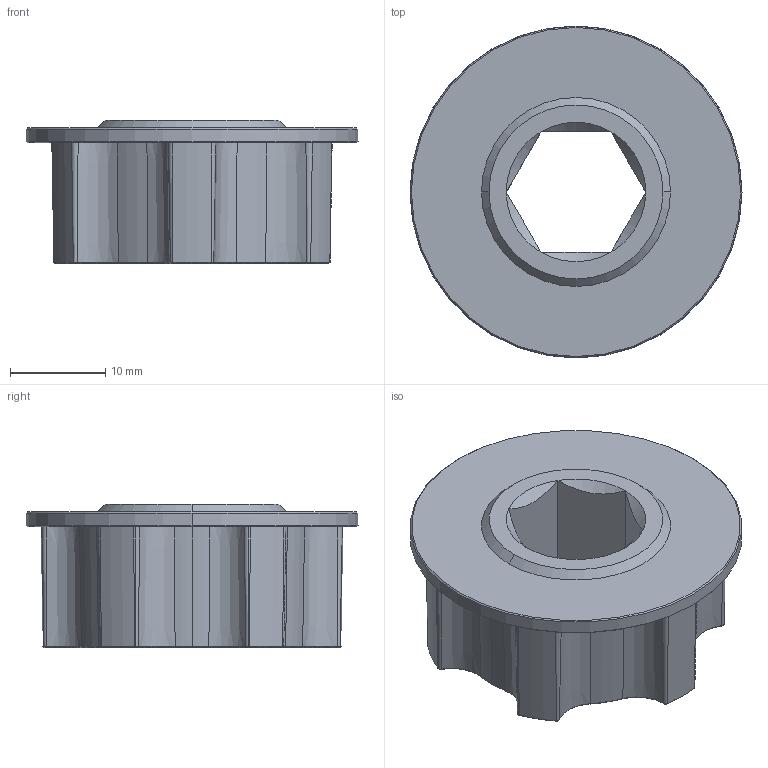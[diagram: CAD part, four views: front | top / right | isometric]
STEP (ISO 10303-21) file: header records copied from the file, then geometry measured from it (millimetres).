
FILE_DESCRIPTION (( 'STEP AP203' ), '1' );
FILE_NAME ('REV-21-2589.STEP', '2023-09-25T16:31:38', ( '' ), ( '' ), 'SwSTEP 2.0', 'SolidWorks 2022', '' );
FILE_SCHEMA (( 'CONFIG_CONTROL_DESIGN' ));
Length unit declared in the file: inch
Products named in the file (1): REV-21-2589
Bounding box: 34.92 x 34.92 x 15.08 mm (x, y, z)
Volume: 7345.7 mm3; surface area: 3772.9 mm2
Topology: 1 solids, 1 shells, 120 faces, 280 edges, 164 vertices
Faces by surface type: cone 110, plane 10
Entity records: 3631 total; most frequent: CARTESIAN_POINT 713, DIRECTION 674, ORIENTED_EDGE 560, AXIS2_PLACEMENT_3D 285, EDGE_CURVE 280, VERTEX_POINT 164, CIRCLE 164, EDGE_LOOP 124
